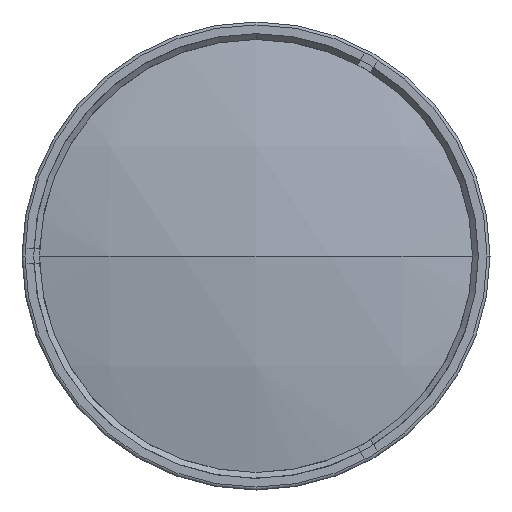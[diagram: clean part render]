
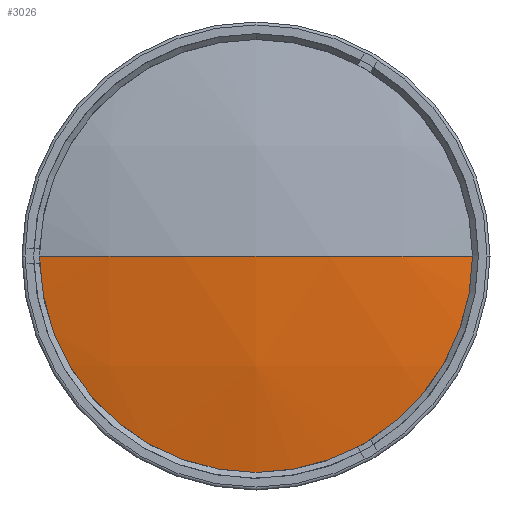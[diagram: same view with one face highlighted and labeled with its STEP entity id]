
A CAD part, left-side view. The second image highlights one B-rep face of the part: STEP entity #3026.
In plain terms, the highlighted spherical face has radius 161 mm.
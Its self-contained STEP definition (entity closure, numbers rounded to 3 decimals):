
#461 = CARTESIAN_POINT ( 'NONE',  ( -4.23, 0., 0. ) ) ;
#486 = DIRECTION ( 'NONE',  ( 0., 1., 0. ) ) ;
#581 = CARTESIAN_POINT ( 'NONE',  ( -160.802, -37.5, 0. ) ) ;
#787 = AXIS2_PLACEMENT_3D ( 'NONE', #4233, #1597, #4678 ) ;
#933 = DIRECTION ( 'NONE',  ( 0., 1., 0. ) ) ;
#1211 = AXIS2_PLACEMENT_3D ( 'NONE', #3126, #3251, #486 ) ;
#1597 = DIRECTION ( 'NONE',  ( -1., 0., 0. ) ) ;
#1673 = ORIENTED_EDGE ( 'NONE', *, *, #3926, .F. ) ;
#1698 = EDGE_CURVE ( 'NONE', #5339, #2006, #1803, .T. ) ;
#1803 = CIRCLE ( 'NONE', #1821, 161. ) ;
#1821 = AXIS2_PLACEMENT_3D ( 'NONE', #461, #3665, #933 ) ;
#2006 = VERTEX_POINT ( 'NONE', #4049 ) ;
#2379 = CIRCLE ( 'NONE', #787, 37.5 ) ;
#2593 = VERTEX_POINT ( 'NONE', #4443 ) ;
#2755 = DIRECTION ( 'NONE',  ( 0., 0., 1. ) ) ;
#3026 = ADVANCED_FACE ( 'NONE', ( #5517 ), #4722, .T. ) ;
#3126 = CARTESIAN_POINT ( 'NONE',  ( -4.23, 0., 0. ) ) ;
#3251 = DIRECTION ( 'NONE',  ( 0., 0., -1. ) ) ;
#3665 = DIRECTION ( 'NONE',  ( 0., 0., -1. ) ) ;
#3686 = CIRCLE ( 'NONE', #5586, 161. ) ;
#3926 = EDGE_CURVE ( 'NONE', #2593, #2006, #3686, .T. ) ;
#4049 = CARTESIAN_POINT ( 'NONE',  ( -165.23, 0., 0. ) ) ;
#4233 = CARTESIAN_POINT ( 'NONE',  ( -160.802, 0., 0. ) ) ;
#4443 = CARTESIAN_POINT ( 'NONE',  ( -160.802, 37.5, 0. ) ) ;
#4652 = EDGE_CURVE ( 'NONE', #2593, #5339, #2379, .T. ) ;
#4678 = DIRECTION ( 'NONE',  ( 0., 0., 1. ) ) ;
#4722 = SPHERICAL_SURFACE ( 'NONE', #1211, 161. ) ;
#4895 = EDGE_LOOP ( 'NONE', ( #5254, #5549, #1673 ) ) ;
#5254 = ORIENTED_EDGE ( 'NONE', *, *, #4652, .T. ) ;
#5294 = CARTESIAN_POINT ( 'NONE',  ( -4.23, 0., 0. ) ) ;
#5339 = VERTEX_POINT ( 'NONE', #581 ) ;
#5517 = FACE_OUTER_BOUND ( 'NONE', #4895, .T. ) ;
#5549 = ORIENTED_EDGE ( 'NONE', *, *, #1698, .T. ) ;
#5586 = AXIS2_PLACEMENT_3D ( 'NONE', #5294, #2755, #5718 ) ;
#5718 = DIRECTION ( 'NONE',  ( 0., -1., 0. ) ) ;
